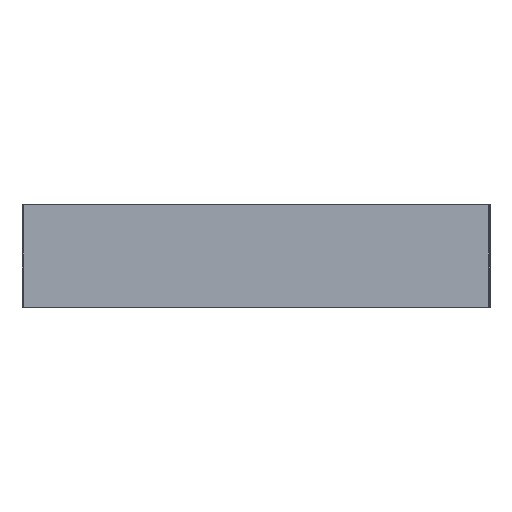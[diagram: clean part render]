
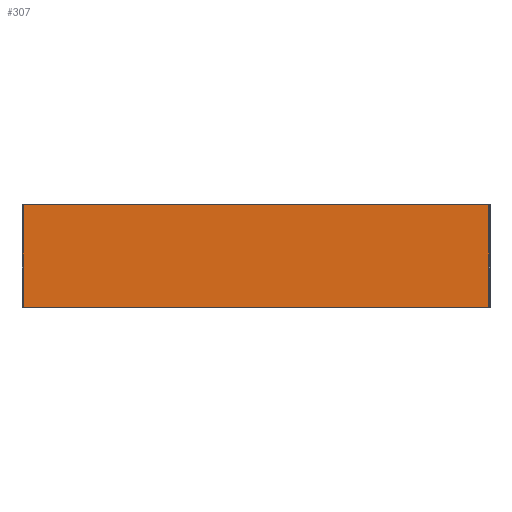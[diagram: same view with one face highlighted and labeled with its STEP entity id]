
A CAD part, top view. The second image highlights one B-rep face of the part: STEP entity #307.
In plain terms, the highlighted planar face has unit normal (0, 0, 1).
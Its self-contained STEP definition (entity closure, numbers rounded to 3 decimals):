
#21 = CARTESIAN_POINT ( 'NONE',  ( 450.5, -98.939, 0. ) ) ;
#115 = VECTOR ( 'NONE', #1151, 1000. ) ;
#176 = VECTOR ( 'NONE', #541, 1000. ) ;
#235 = VECTOR ( 'NONE', #269, 1000. ) ;
#250 = FACE_OUTER_BOUND ( 'NONE', #720, .T. ) ;
#269 = DIRECTION ( 'NONE',  ( 1., 0., 0. ) ) ;
#307 = ADVANCED_FACE ( 'NONE', ( #250 ), #1450, .T. ) ;
#331 = CARTESIAN_POINT ( 'NONE',  ( 0., 0., 0. ) ) ;
#396 = CARTESIAN_POINT ( 'NONE',  ( -454.405, -98.939, 0. ) ) ;
#469 = LINE ( 'NONE', #1727, #235 ) ;
#520 = EDGE_CURVE ( 'NONE', #583, #638, #2387, .T. ) ;
#525 = LINE ( 'NONE', #2207, #176 ) ;
#541 = DIRECTION ( 'NONE',  ( 0., -1., 0. ) ) ;
#583 = VERTEX_POINT ( 'NONE', #1881 ) ;
#638 = VERTEX_POINT ( 'NONE', #21 ) ;
#720 = EDGE_LOOP ( 'NONE', ( #1209, #2116, #2004, #1023 ) ) ;
#798 = CARTESIAN_POINT ( 'NONE',  ( -450.5, 98.939, 0. ) ) ;
#858 = AXIS2_PLACEMENT_3D ( 'NONE', #331, #1636, #1622 ) ;
#979 = DIRECTION ( 'NONE',  ( 1., 0., 0. ) ) ;
#1023 = ORIENTED_EDGE ( 'NONE', *, *, #2061, .F. ) ;
#1151 = DIRECTION ( 'NONE',  ( 0., 1., 0. ) ) ;
#1209 = ORIENTED_EDGE ( 'NONE', *, *, #520, .T. ) ;
#1311 = CARTESIAN_POINT ( 'NONE',  ( 450.5, 98.939, 0. ) ) ;
#1328 = LINE ( 'NONE', #2254, #115 ) ;
#1450 = PLANE ( 'NONE',  #858 ) ;
#1622 = DIRECTION ( 'NONE',  ( 1., 0., 0. ) ) ;
#1636 = DIRECTION ( 'NONE',  ( 0., 0., 1. ) ) ;
#1727 = CARTESIAN_POINT ( 'NONE',  ( -454.405, 98.939, 0. ) ) ;
#1844 = VERTEX_POINT ( 'NONE', #798 ) ;
#1881 = CARTESIAN_POINT ( 'NONE',  ( -450.5, -98.939, 0. ) ) ;
#2004 = ORIENTED_EDGE ( 'NONE', *, *, #2138, .F. ) ;
#2043 = VERTEX_POINT ( 'NONE', #1311 ) ;
#2061 = EDGE_CURVE ( 'NONE', #583, #1844, #1328, .T. ) ;
#2116 = ORIENTED_EDGE ( 'NONE', *, *, #2205, .F. ) ;
#2138 = EDGE_CURVE ( 'NONE', #1844, #2043, #469, .T. ) ;
#2180 = VECTOR ( 'NONE', #979, 1000. ) ;
#2205 = EDGE_CURVE ( 'NONE', #2043, #638, #525, .T. ) ;
#2207 = CARTESIAN_POINT ( 'NONE',  ( 450.5, 100., 0. ) ) ;
#2254 = CARTESIAN_POINT ( 'NONE',  ( -450.5, -100., 0. ) ) ;
#2387 = LINE ( 'NONE', #396, #2180 ) ;
